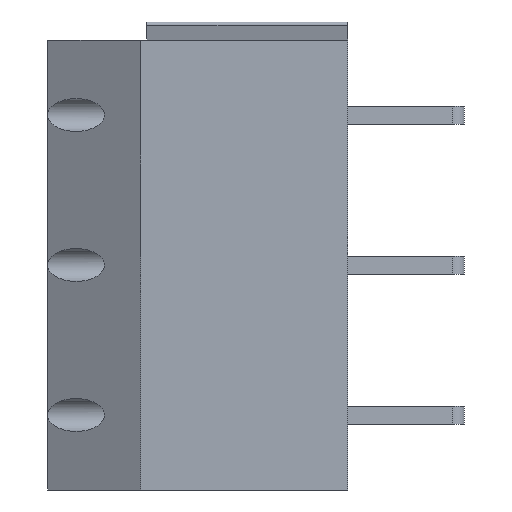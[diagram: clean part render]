
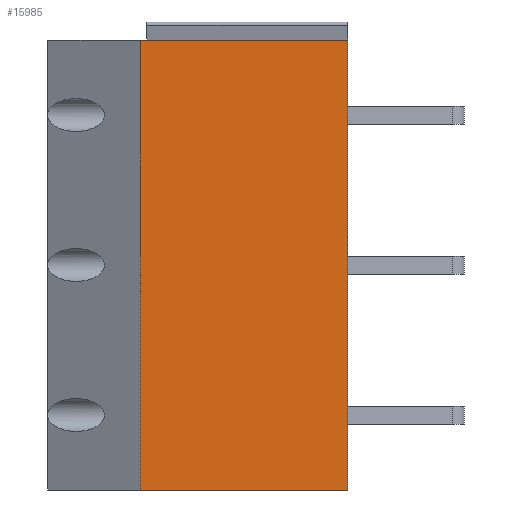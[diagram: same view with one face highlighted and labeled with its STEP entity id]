
A CAD part, left-side view. The second image highlights one B-rep face of the part: STEP entity #15985.
In plain terms, the highlighted planar face has unit normal (-1, 0, 0).
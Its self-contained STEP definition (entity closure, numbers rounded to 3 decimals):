
#381=PLANE('',#16849);
#1449=LINE('',#33903,#2771);
#1510=LINE('',#34074,#2832);
#1689=LINE('',#35707,#3011);
#2032=LINE('',#37471,#3354);
#2771=VECTOR('',#18238,10.);
#2832=VECTOR('',#18417,10.);
#3011=VECTOR('',#18682,10.);
#3354=VECTOR('',#19307,10.);
#4307=FACE_OUTER_BOUND('',#5179,.T.);
#5179=EDGE_LOOP('',(#12730,#12731,#12732,#12733));
#6476=VERTEX_POINT('',#33900);
#6477=VERTEX_POINT('',#33902);
#6526=VERTEX_POINT('',#34070);
#6528=VERTEX_POINT('',#34073);
#8158=EDGE_CURVE('',#6477,#6476,#1449,.T.);
#8243=EDGE_CURVE('',#6528,#6526,#1510,.T.);
#8574=EDGE_CURVE('',#6477,#6526,#1689,.T.);
#9057=EDGE_CURVE('',#6476,#6528,#2032,.T.);
#12730=ORIENTED_EDGE('',*,*,#8243,.T.);
#12731=ORIENTED_EDGE('',*,*,#8574,.F.);
#12732=ORIENTED_EDGE('',*,*,#8158,.T.);
#12733=ORIENTED_EDGE('',*,*,#9057,.T.);
#15985=ADVANCED_FACE('',(#4307),#381,.T.);
#16849=AXIS2_PLACEMENT_3D('',#37509,#19344,#19345);
#18238=DIRECTION('',(0.,0.,1.));
#18417=DIRECTION('',(0.,0.,-1.));
#18682=DIRECTION('',(0.,1.,0.));
#19307=DIRECTION('',(0.,1.,0.));
#19344=DIRECTION('center_axis',(-1.,0.,0.));
#19345=DIRECTION('ref_axis',(0.,0.,1.));
#33900=CARTESIAN_POINT('',(-4.5,0.,2.5));
#33902=CARTESIAN_POINT('',(-4.5,0.,-12.5));
#33903=CARTESIAN_POINT('',(-4.5,0.,-12.5));
#34070=CARTESIAN_POINT('',(-4.5,6.9,-12.5));
#34073=CARTESIAN_POINT('',(-4.5,6.9,2.5));
#34074=CARTESIAN_POINT('',(-4.5,6.9,-5.));
#35707=CARTESIAN_POINT('',(-4.5,0.,-12.5));
#37471=CARTESIAN_POINT('',(-4.5,0.,2.5));
#37509=CARTESIAN_POINT('Origin',(-4.5,0.,-12.5));
